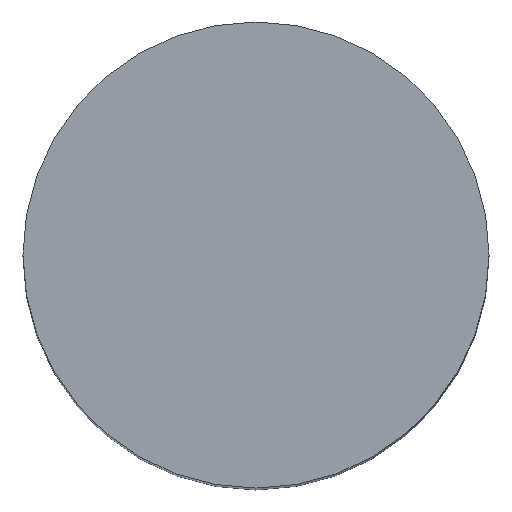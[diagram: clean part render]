
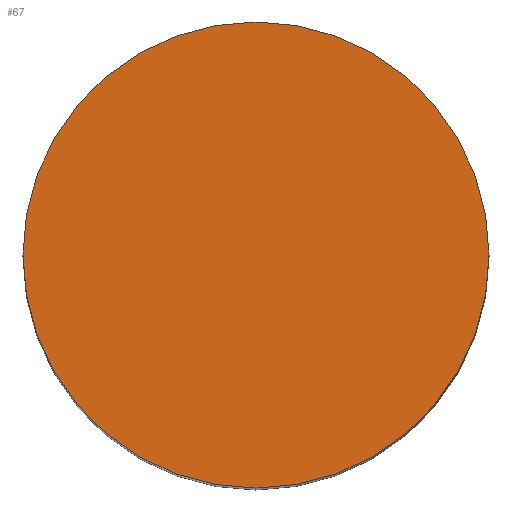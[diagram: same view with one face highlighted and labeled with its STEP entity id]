
A CAD part, top view. The second image highlights one B-rep face of the part: STEP entity #67.
In plain terms, the highlighted planar face has unit normal (0, 0, 1).
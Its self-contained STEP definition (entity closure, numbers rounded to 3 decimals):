
#32 = AXIS2_PLACEMENT_3D ( 'NONE', #124, #148, #110 ) ;
#36 = EDGE_CURVE ( 'NONE', #149, #114, #169, .T. ) ;
#41 = AXIS2_PLACEMENT_3D ( 'NONE', #117, #96, #88 ) ;
#48 = EDGE_CURVE ( 'NONE', #114, #149, #84, .T. ) ;
#63 = AXIS2_PLACEMENT_3D ( 'NONE', #118, #127, #92 ) ;
#67 = ADVANCED_FACE ( 'NONE', ( #85 ), #128, .T. ) ;
#84 = CIRCLE ( 'NONE', #41, 15.9 ) ;
#85 = FACE_OUTER_BOUND ( 'NONE', #175, .T. ) ;
#88 = DIRECTION ( 'NONE',  ( 1., 0., 0. ) ) ;
#92 = DIRECTION ( 'NONE',  ( 1., 0., 0. ) ) ;
#96 = DIRECTION ( 'NONE',  ( 0., 0., 1. ) ) ;
#110 = DIRECTION ( 'NONE',  ( 1., 0., 0. ) ) ;
#114 = VERTEX_POINT ( 'NONE', #120 ) ;
#117 = CARTESIAN_POINT ( 'NONE',  ( 0., 0., 75. ) ) ;
#118 = CARTESIAN_POINT ( 'NONE',  ( 0., 0., 75. ) ) ;
#120 = CARTESIAN_POINT ( 'NONE',  ( 15.9, 0., 75. ) ) ;
#124 = CARTESIAN_POINT ( 'NONE',  ( 0., 0., 75. ) ) ;
#127 = DIRECTION ( 'NONE',  ( 0., 0., 1. ) ) ;
#128 = PLANE ( 'NONE',  #63 ) ;
#144 = CARTESIAN_POINT ( 'NONE',  ( -15.9, 0., 75. ) ) ;
#148 = DIRECTION ( 'NONE',  ( 0., 0., 1. ) ) ;
#149 = VERTEX_POINT ( 'NONE', #144 ) ;
#160 = ORIENTED_EDGE ( 'NONE', *, *, #48, .T. ) ;
#166 = ORIENTED_EDGE ( 'NONE', *, *, #36, .T. ) ;
#169 = CIRCLE ( 'NONE', #32, 15.9 ) ;
#175 = EDGE_LOOP ( 'NONE', ( #166, #160 ) ) ;
